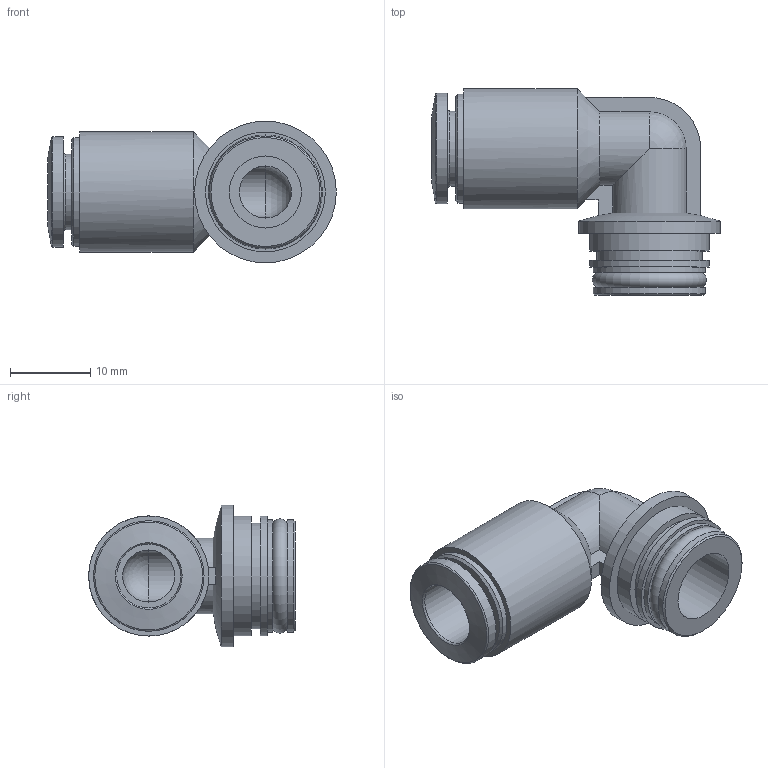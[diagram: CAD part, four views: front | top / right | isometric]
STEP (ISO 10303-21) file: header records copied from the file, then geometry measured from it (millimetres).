
FILE_DESCRIPTION(/* description */ ('STEP AP214'),/* implementation_level */ '2;1');
FILE_NAME(/* name */ '130845_QSPLK18-8',/* time_stamp */ '2024-09-14T14:35:35+02:00',/* author */ ('License CC BY-ND 4.0'),/* organization */ ('CADENAS'),/* preprocessor_version */ 'ST-DEVELOPER v19.3',/* originating_system */ 'PARTsolutions',/* authorisation */ ' ');
FILE_SCHEMA (('AUTOMOTIVE_DESIGN {1 0 10303 214 3 1 1}'));
Length unit declared in the file: millimetre
Products named in the file (1): 130845 QSPLK18-8
Bounding box: 36.02 x 25.8 x 17.7 mm (x, y, z)
Volume: 4054.9 mm3; surface area: 3781.5 mm2
Topology: 1 solids, 1 shells, 51 faces, 110 edges, 68 vertices
Faces by surface type: plane 20, cylinder 19, torus 5, cone 4, sphere 3
Full cylindrical faces by diameter (mm): 6.5 x2, 8 x1, 9 x1, 9.4 x1, 13.15 x1, 13.6 x1, 13.8 x1, 14 x2, 14.95 x2, 15 x1, 17.7 x1
Entity records: 1627 total; most frequent: CARTESIAN_POINT 234, DIRECTION 223, ORIENTED_EDGE 162, AXIS2_PLACEMENT_3D 102, EDGE_LOOP 86, FACE_BOUND 86, EDGE_CURVE 81, VERTEX_POINT 65
